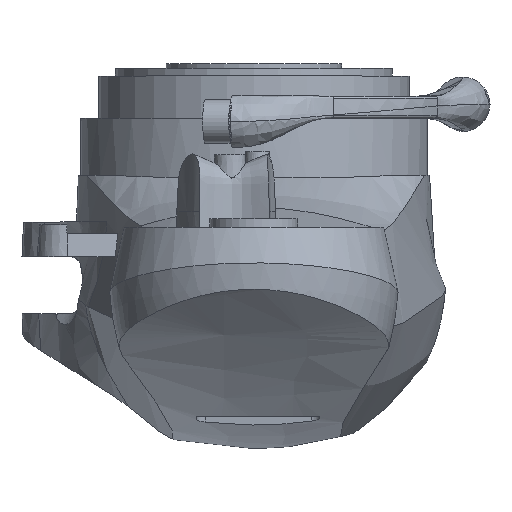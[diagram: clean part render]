
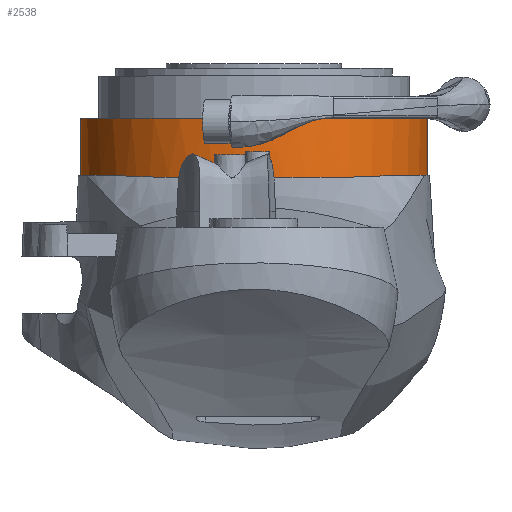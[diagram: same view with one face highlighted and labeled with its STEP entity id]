
A CAD part, top view. The second image highlights one B-rep face of the part: STEP entity #2538.
In plain terms, the highlighted cylindrical face has radius 197.5 mm (diameter 395 mm), a full revolution.
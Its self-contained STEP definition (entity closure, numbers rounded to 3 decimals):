
#68=CYLINDRICAL_SURFACE('',#2752,197.5);
#100=FACE_BOUND('',#616,.T.);
#440=FACE_OUTER_BOUND('',#615,.T.);
#615=EDGE_LOOP('',(#2086,#2087));
#616=EDGE_LOOP('',(#2088,#2089));
#794=B_SPLINE_CURVE_WITH_KNOTS('',3,(#12183,#12184,#12185,#12186,#12187,
#12188,#12189,#12190,#12191,#12192,#12193,#12194,#12195,#12196),
 .UNSPECIFIED.,.F.,.F.,(4,2,2,2,2,2,4),(0.,4.971,
10.718,18.071,25.476,31.202,36.184),
 .UNSPECIFIED.);
#874=CIRCLE('',#2634,197.5);
#922=CIRCLE('',#2753,197.5);
#923=CIRCLE('',#2754,197.5);
#1074=VERTEX_POINT('',#10848);
#1075=VERTEX_POINT('',#10850);
#1132=VERTEX_POINT('',#15225);
#1133=VERTEX_POINT('',#15226);
#1343=EDGE_CURVE('',#1074,#1075,#874,.T.);
#1348=EDGE_CURVE('',#1075,#1074,#794,.T.);
#1461=EDGE_CURVE('',#1132,#1133,#922,.T.);
#1462=EDGE_CURVE('',#1133,#1132,#923,.T.);
#2086=ORIENTED_EDGE('',*,*,#1461,.T.);
#2087=ORIENTED_EDGE('',*,*,#1462,.T.);
#2088=ORIENTED_EDGE('',*,*,#1343,.F.);
#2089=ORIENTED_EDGE('',*,*,#1348,.F.);
#2538=ADVANCED_FACE('',(#440,#100),#68,.T.);
#2634=AXIS2_PLACEMENT_3D('',#10851,#2902,#2903);
#2752=AXIS2_PLACEMENT_3D('',#15224,#3164,#3165);
#2753=AXIS2_PLACEMENT_3D('',#15227,#3166,#3167);
#2754=AXIS2_PLACEMENT_3D('',#15228,#3168,#3169);
#2902=DIRECTION('center_axis',(0.,-1.,0.));
#2903=DIRECTION('ref_axis',(0.,0.,-1.));
#3164=DIRECTION('center_axis',(0.,1.,0.));
#3165=DIRECTION('ref_axis',(0.,0.,1.));
#3166=DIRECTION('center_axis',(0.,-1.,0.));
#3167=DIRECTION('ref_axis',(0.,0.,-1.));
#3168=DIRECTION('center_axis',(0.,-1.,0.));
#3169=DIRECTION('ref_axis',(0.,0.,-1.));
#10848=CARTESIAN_POINT('',(193.591,-117.,795.592));
#10850=CARTESIAN_POINT('',(506.409,-117.,795.592));
#10851=CARTESIAN_POINT('Origin',(350.,-117.,675.));
#12183=CARTESIAN_POINT('Ctrl Pts',(506.409,-117.,795.592));
#12184=CARTESIAN_POINT('Ctrl Pts',(496.31,-117.967,808.691));
#12185=CARTESIAN_POINT('Ctrl Pts',(484.594,-118.502,820.482));
#12186=CARTESIAN_POINT('Ctrl Pts',(456.442,-119.227,842.461));
#12187=CARTESIAN_POINT('Ctrl Pts',(439.707,-119.352,851.991));
#12188=CARTESIAN_POINT('Ctrl Pts',(399.024,-119.496,867.883));
#12189=CARTESIAN_POINT('Ctrl Pts',(374.723,-119.475,872.475));
#12190=CARTESIAN_POINT('Ctrl Pts',(325.512,-119.475,872.525));
#12191=CARTESIAN_POINT('Ctrl Pts',(301.035,-119.497,867.92));
#12192=CARTESIAN_POINT('Ctrl Pts',(260.264,-119.351,851.969));
#12193=CARTESIAN_POINT('Ctrl Pts',(243.59,-119.226,842.473));
#12194=CARTESIAN_POINT('Ctrl Pts',(215.453,-118.504,820.53));
#12195=CARTESIAN_POINT('Ctrl Pts',(203.71,-117.969,808.717));
#12196=CARTESIAN_POINT('Ctrl Pts',(193.591,-117.,795.592));
#15224=CARTESIAN_POINT('Origin',(350.,-122.,675.));
#15225=CARTESIAN_POINT('',(547.237,-52.,664.813));
#15226=CARTESIAN_POINT('',(328.879,-52.,871.367));
#15227=CARTESIAN_POINT('Origin',(350.,-52.,675.));
#15228=CARTESIAN_POINT('Origin',(350.,-52.,675.));
